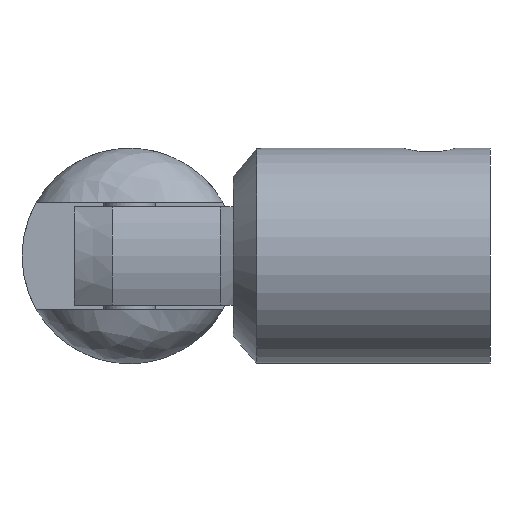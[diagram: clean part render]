
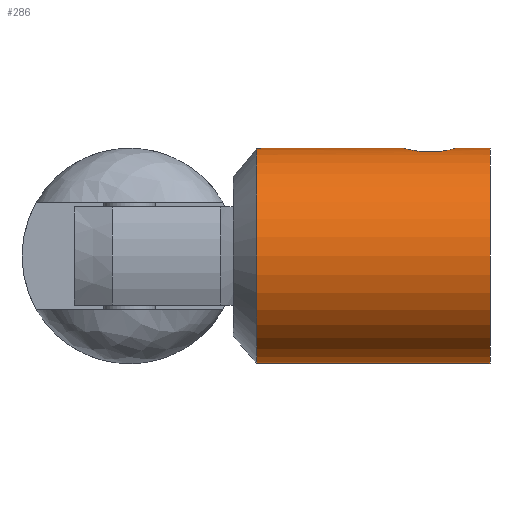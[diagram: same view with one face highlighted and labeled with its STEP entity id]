
A CAD part, front view. The second image highlights one B-rep face of the part: STEP entity #286.
In plain terms, the highlighted cylindrical face has radius 10.75 mm (diameter 21.5 mm), a full revolution.
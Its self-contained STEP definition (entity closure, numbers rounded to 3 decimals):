
#190=CIRCLE('',#1092,10.75);
#191=CIRCLE('',#1093,10.75);
#221=FACE_BOUND('',#408,.T.);
#222=FACE_BOUND('',#409,.T.);
#223=FACE_BOUND('',#410,.T.);
#268=CYLINDRICAL_SURFACE('',#1094,10.75);
#286=ADVANCED_FACE('',(#221,#222,#223),#268,.T.);
#408=EDGE_LOOP('',(#504));
#409=EDGE_LOOP('',(#505));
#410=EDGE_LOOP('',(#506));
#504=ORIENTED_EDGE('',*,*,#891,.T.);
#505=ORIENTED_EDGE('',*,*,#892,.T.);
#506=ORIENTED_EDGE('',*,*,#893,.T.);
#790=VERTEX_POINT('',#2192);
#791=VERTEX_POINT('',#2194);
#792=VERTEX_POINT('',#2196);
#891=EDGE_CURVE('',#790,#790,#1034,.T.);
#892=EDGE_CURVE('',#791,#791,#190,.T.);
#893=EDGE_CURVE('',#792,#792,#191,.T.);
#1034=B_SPLINE_CURVE_WITH_KNOTS('',3,(#2128,#2129,#2130,#2131,#2132,#2133,
#2134,#2135,#2136,#2137,#2138,#2139,#2140,#2141,#2142,#2143,#2144,#2145,
#2146,#2147,#2148,#2149,#2150,#2151,#2152,#2153,#2154,#2155,#2156,#2157,
#2158,#2159,#2160,#2161,#2162,#2163,#2164,#2165,#2166,#2167,#2168,#2169,
#2170,#2171,#2172,#2173,#2174,#2175,#2176,#2177,#2178,#2179,#2180,#2181,
#2182,#2183,#2184,#2185,#2186,#2187,#2188,#2189,#2190,#2191),
 .UNSPECIFIED.,.T.,.F.,(1,3,3,3,3,3,3,3,3,3,3,3,3,3,3,3,3,3,3,3,3,3,3,1),
(-0.048,0.,0.048,0.095,0.143,
0.19,0.238,0.286,0.333,
0.381,0.429,0.476,0.524,
0.571,0.619,0.667,0.714,
0.762,0.81,0.857,0.905,
0.952,1.,1.048),.UNSPECIFIED.);
#1092=AXIS2_PLACEMENT_3D('',#2193,#1180,#1181);
#1093=AXIS2_PLACEMENT_3D('',#2195,#1182,#1183);
#1094=AXIS2_PLACEMENT_3D('',#2197,#1184,#1185);
#1180=DIRECTION('',(-1.,0.,0.));
#1181=DIRECTION('',(0.,0.,-1.));
#1182=DIRECTION('',(1.,0.,0.));
#1183=DIRECTION('',(0.,0.,-1.));
#1184=DIRECTION('',(1.,0.,0.));
#1185=DIRECTION('',(0.,0.,-1.));
#2128=CARTESIAN_POINT('',(55.408,0.,10.75));
#2129=CARTESIAN_POINT('',(55.408,0.365,10.75));
#2130=CARTESIAN_POINT('',(55.474,0.716,10.731));
#2131=CARTESIAN_POINT('',(55.607,1.053,10.698));
#2132=CARTESIAN_POINT('',(55.739,1.39,10.665));
#2133=CARTESIAN_POINT('',(55.925,1.684,10.621));
#2134=CARTESIAN_POINT('',(56.167,1.94,10.574));
#2135=CARTESIAN_POINT('',(56.41,2.196,10.527));
#2136=CARTESIAN_POINT('',(56.69,2.394,10.481));
#2137=CARTESIAN_POINT('',(57.005,2.533,10.447));
#2138=CARTESIAN_POINT('',(57.163,2.602,10.431));
#2139=CARTESIAN_POINT('',(57.327,2.655,10.417));
#2140=CARTESIAN_POINT('',(57.492,2.69,10.408));
#2141=CARTESIAN_POINT('',(57.658,2.725,10.399));
#2142=CARTESIAN_POINT('',(57.826,2.743,10.394));
#2143=CARTESIAN_POINT('',(57.998,2.743,10.394));
#2144=CARTESIAN_POINT('',(58.342,2.743,10.394));
#2145=CARTESIAN_POINT('',(58.674,2.674,10.413));
#2146=CARTESIAN_POINT('',(58.993,2.534,10.447));
#2147=CARTESIAN_POINT('',(59.153,2.464,10.464));
#2148=CARTESIAN_POINT('',(59.3,2.38,10.484));
#2149=CARTESIAN_POINT('',(59.44,2.281,10.505));
#2150=CARTESIAN_POINT('',(59.58,2.182,10.527));
#2151=CARTESIAN_POINT('',(59.711,2.068,10.55));
#2152=CARTESIAN_POINT('',(59.833,1.94,10.574));
#2153=CARTESIAN_POINT('',(60.076,1.682,10.621));
#2154=CARTESIAN_POINT('',(60.262,1.387,10.665));
#2155=CARTESIAN_POINT('',(60.394,1.053,10.698));
#2156=CARTESIAN_POINT('',(60.459,0.885,10.715));
#2157=CARTESIAN_POINT('',(60.509,0.712,10.728));
#2158=CARTESIAN_POINT('',(60.542,0.536,10.737));
#2159=CARTESIAN_POINT('',(60.575,0.361,10.745));
#2160=CARTESIAN_POINT('',(60.592,0.182,10.75));
#2161=CARTESIAN_POINT('',(60.592,0.,10.75));
#2162=CARTESIAN_POINT('',(60.592,-0.364,10.75));
#2163=CARTESIAN_POINT('',(60.526,-0.715,10.732));
#2164=CARTESIAN_POINT('',(60.394,-1.052,10.698));
#2165=CARTESIAN_POINT('',(60.261,-1.39,10.665));
#2166=CARTESIAN_POINT('',(60.075,-1.684,10.621));
#2167=CARTESIAN_POINT('',(59.832,-1.94,10.573));
#2168=CARTESIAN_POINT('',(59.589,-2.197,10.526));
#2169=CARTESIAN_POINT('',(59.309,-2.395,10.481));
#2170=CARTESIAN_POINT('',(58.993,-2.534,10.447));
#2171=CARTESIAN_POINT('',(58.835,-2.603,10.43));
#2172=CARTESIAN_POINT('',(58.671,-2.656,10.417));
#2173=CARTESIAN_POINT('',(58.505,-2.691,10.408));
#2174=CARTESIAN_POINT('',(58.339,-2.726,10.399));
#2175=CARTESIAN_POINT('',(58.171,-2.743,10.394));
#2176=CARTESIAN_POINT('',(57.999,-2.743,10.394));
#2177=CARTESIAN_POINT('',(57.657,-2.743,10.394));
#2178=CARTESIAN_POINT('',(57.324,-2.673,10.413));
#2179=CARTESIAN_POINT('',(57.006,-2.533,10.447));
#2180=CARTESIAN_POINT('',(56.846,-2.463,10.464));
#2181=CARTESIAN_POINT('',(56.699,-2.38,10.484));
#2182=CARTESIAN_POINT('',(56.56,-2.281,10.505));
#2183=CARTESIAN_POINT('',(56.42,-2.182,10.527));
#2184=CARTESIAN_POINT('',(56.289,-2.069,10.55));
#2185=CARTESIAN_POINT('',(56.168,-1.94,10.574));
#2186=CARTESIAN_POINT('',(55.924,-1.682,10.621));
#2187=CARTESIAN_POINT('',(55.738,-1.388,10.665));
#2188=CARTESIAN_POINT('',(55.607,-1.053,10.698));
#2189=CARTESIAN_POINT('',(55.475,-0.718,10.731));
#2190=CARTESIAN_POINT('',(55.408,-0.364,10.75));
#2191=CARTESIAN_POINT('',(55.408,0.,10.75));
#2192=CARTESIAN_POINT('',(55.408,0.,10.75));
#2193=CARTESIAN_POINT('',(64.,0.,0.));
#2194=CARTESIAN_POINT('',(64.,0.,-10.75));
#2195=CARTESIAN_POINT('',(40.706,0.,0.));
#2196=CARTESIAN_POINT('',(40.706,0.,-10.75));
#2197=CARTESIAN_POINT('',(0.,0.,0.));
